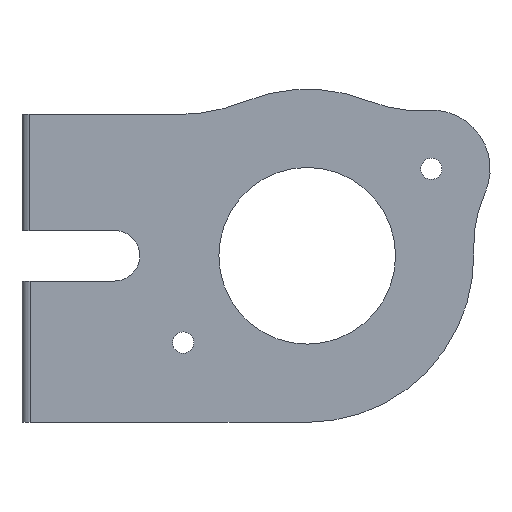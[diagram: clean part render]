
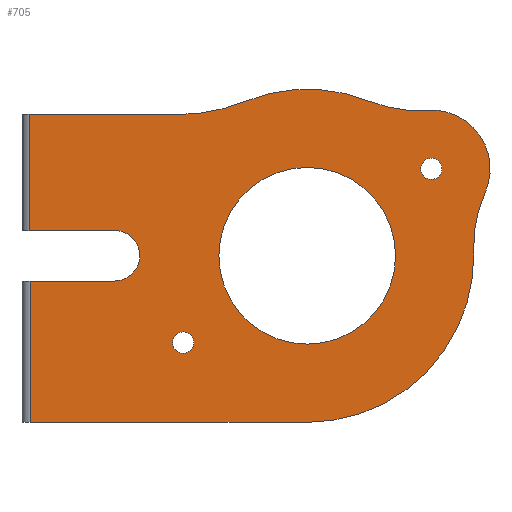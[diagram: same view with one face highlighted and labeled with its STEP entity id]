
A CAD part, front view. The second image highlights one B-rep face of the part: STEP entity #705.
In plain terms, the highlighted planar face has unit normal (0, -1, 0).
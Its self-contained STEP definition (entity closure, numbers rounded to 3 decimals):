
#40=FACE_BOUND('',#115,.T.);
#41=FACE_BOUND('',#116,.T.);
#42=FACE_BOUND('',#117,.T.);
#52=PLANE('',#773);
#71=FACE_OUTER_BOUND('',#114,.T.);
#114=EDGE_LOOP('',(#529,#530,#531,#532,#533,#534,#535,#536,#537,#538,#539,
#540,#541));
#115=EDGE_LOOP('',(#542));
#116=EDGE_LOOP('',(#543));
#117=EDGE_LOOP('',(#544));
#157=LINE('',#1090,#213);
#159=LINE('',#1101,#215);
#163=LINE('',#1115,#219);
#167=LINE('',#1125,#223);
#170=LINE('',#1137,#226);
#171=LINE('',#1139,#227);
#213=VECTOR('',#857,10.);
#215=VECTOR('',#869,10.);
#219=VECTOR('',#883,10.);
#223=VECTOR('',#893,10.);
#226=VECTOR('',#904,10.);
#227=VECTOR('',#905,10.);
#272=CIRCLE('',#760,3.);
#280=CIRCLE('',#774,19.8);
#281=CIRCLE('',#775,15.);
#282=CIRCLE('',#776,7.);
#283=CIRCLE('',#777,15.);
#284=CIRCLE('',#778,19.8);
#285=CIRCLE('',#779,20.);
#286=CIRCLE('',#780,10.5);
#287=CIRCLE('',#781,1.265);
#288=CIRCLE('',#782,1.265);
#317=VERTEX_POINT('',#1080);
#321=VERTEX_POINT('',#1088);
#324=VERTEX_POINT('',#1096);
#325=VERTEX_POINT('',#1100);
#330=VERTEX_POINT('',#1114);
#333=VERTEX_POINT('',#1124);
#338=VERTEX_POINT('',#1136);
#339=VERTEX_POINT('',#1138);
#340=VERTEX_POINT('',#1140);
#341=VERTEX_POINT('',#1142);
#342=VERTEX_POINT('',#1144);
#343=VERTEX_POINT('',#1146);
#344=VERTEX_POINT('',#1148);
#345=VERTEX_POINT('',#1151);
#346=VERTEX_POINT('',#1153);
#347=VERTEX_POINT('',#1155);
#391=EDGE_CURVE('',#317,#321,#157,.T.);
#394=EDGE_CURVE('',#317,#324,#272,.T.);
#396=EDGE_CURVE('',#324,#325,#159,.F.);
#403=EDGE_CURVE('',#325,#330,#163,.T.);
#408=EDGE_CURVE('',#333,#330,#167,.T.);
#414=EDGE_CURVE('',#338,#321,#170,.T.);
#415=EDGE_CURVE('',#338,#339,#171,.T.);
#416=EDGE_CURVE('',#339,#340,#280,.T.);
#417=EDGE_CURVE('',#341,#340,#281,.T.);
#418=EDGE_CURVE('',#342,#341,#282,.T.);
#419=EDGE_CURVE('',#343,#342,#283,.T.);
#420=EDGE_CURVE('',#343,#344,#284,.T.);
#421=EDGE_CURVE('',#333,#344,#285,.T.);
#422=EDGE_CURVE('',#345,#345,#286,.T.);
#423=EDGE_CURVE('',#346,#346,#287,.T.);
#424=EDGE_CURVE('',#347,#347,#288,.T.);
#529=ORIENTED_EDGE('',*,*,#403,.F.);
#530=ORIENTED_EDGE('',*,*,#396,.F.);
#531=ORIENTED_EDGE('',*,*,#394,.F.);
#532=ORIENTED_EDGE('',*,*,#391,.T.);
#533=ORIENTED_EDGE('',*,*,#414,.F.);
#534=ORIENTED_EDGE('',*,*,#415,.T.);
#535=ORIENTED_EDGE('',*,*,#416,.T.);
#536=ORIENTED_EDGE('',*,*,#417,.F.);
#537=ORIENTED_EDGE('',*,*,#418,.F.);
#538=ORIENTED_EDGE('',*,*,#419,.F.);
#539=ORIENTED_EDGE('',*,*,#420,.T.);
#540=ORIENTED_EDGE('',*,*,#421,.F.);
#541=ORIENTED_EDGE('',*,*,#408,.T.);
#542=ORIENTED_EDGE('',*,*,#422,.F.);
#543=ORIENTED_EDGE('',*,*,#423,.T.);
#544=ORIENTED_EDGE('',*,*,#424,.T.);
#705=ADVANCED_FACE('',(#71,#40,#41,#42),#52,.T.);
#760=AXIS2_PLACEMENT_3D('',#1097,#864,#865);
#773=AXIS2_PLACEMENT_3D('',#1135,#902,#903);
#774=AXIS2_PLACEMENT_3D('',#1141,#906,#907);
#775=AXIS2_PLACEMENT_3D('',#1143,#908,#909);
#776=AXIS2_PLACEMENT_3D('',#1145,#910,#911);
#777=AXIS2_PLACEMENT_3D('',#1147,#912,#913);
#778=AXIS2_PLACEMENT_3D('',#1149,#914,#915);
#779=AXIS2_PLACEMENT_3D('',#1150,#916,#917);
#780=AXIS2_PLACEMENT_3D('',#1152,#918,#919);
#781=AXIS2_PLACEMENT_3D('',#1154,#920,#921);
#782=AXIS2_PLACEMENT_3D('',#1156,#922,#923);
#857=DIRECTION('',(-1.,0.,0.));
#864=DIRECTION('center_axis',(0.,-1.,0.));
#865=DIRECTION('ref_axis',(0.707,0.,-0.707));
#869=DIRECTION('',(1.,0.,0.));
#883=DIRECTION('',(0.,0.,1.));
#893=DIRECTION('',(-1.,0.,0.));
#902=DIRECTION('center_axis',(0.,-1.,0.));
#903=DIRECTION('ref_axis',(0.,0.,-1.));
#904=DIRECTION('',(0.,0.,1.));
#905=DIRECTION('',(1.,0.,0.));
#906=DIRECTION('center_axis',(0.,-1.,0.));
#907=DIRECTION('ref_axis',(-0.529,0.,0.848));
#908=DIRECTION('center_axis',(0.,-1.,0.));
#909=DIRECTION('ref_axis',(-0.981,0.,0.194));
#910=DIRECTION('center_axis',(0.,1.,0.));
#911=DIRECTION('ref_axis',(-0.919,0.,0.394));
#912=DIRECTION('center_axis',(0.,-1.,0.));
#913=DIRECTION('ref_axis',(-0.153,0.,-0.988));
#914=DIRECTION('center_axis',(0.,-1.,0.));
#915=DIRECTION('ref_axis',(-0.529,0.,0.848));
#916=DIRECTION('center_axis',(0.,-1.,0.));
#917=DIRECTION('ref_axis',(0.194,0.,-0.981));
#918=DIRECTION('center_axis',(0.,-1.,0.));
#919=DIRECTION('ref_axis',(1.,0.,0.));
#920=DIRECTION('center_axis',(0.,1.,0.));
#921=DIRECTION('ref_axis',(0.,0.,1.));
#922=DIRECTION('center_axis',(0.,1.,0.));
#923=DIRECTION('ref_axis',(0.,0.,1.));
#1080=CARTESIAN_POINT('',(-22.9,0.,-3.));
#1088=CARTESIAN_POINT('',(-32.9,0.,-3.));
#1090=CARTESIAN_POINT('',(-16.95,0.,-3.));
#1096=CARTESIAN_POINT('',(-22.9,0.,3.));
#1097=CARTESIAN_POINT('Origin',(-22.9,0.,0.));
#1100=CARTESIAN_POINT('',(-33.054,0.,3.));
#1101=CARTESIAN_POINT('',(-9.95,0.,3.));
#1114=CARTESIAN_POINT('',(-33.054,0.,16.8));
#1115=CARTESIAN_POINT('',(-33.054,0.,-8.525));
#1124=CARTESIAN_POINT('',(-15.159,0.,16.8));
#1125=CARTESIAN_POINT('',(-16.95,0.,16.8));
#1135=CARTESIAN_POINT('Origin',(0.,0.,-10.5));
#1136=CARTESIAN_POINT('',(-32.9,0.,-19.8));
#1137=CARTESIAN_POINT('',(-32.9,0.,-15.15));
#1138=CARTESIAN_POINT('',(0.,0.,-19.8));
#1139=CARTESIAN_POINT('',(-33.9,0.,-19.8));
#1140=CARTESIAN_POINT('',(19.788,0.,0.701));
#1141=CARTESIAN_POINT('Origin',(0.,0.,0.));
#1142=CARTESIAN_POINT('',(21.119,0.,7.432));
#1143=CARTESIAN_POINT('Origin',(34.778,0.,1.233));
#1144=CARTESIAN_POINT('',(14.206,0.,17.304));
#1145=CARTESIAN_POINT('Origin',(14.745,0.,10.324));
#1146=CARTESIAN_POINT('',(7.427,0.,18.354));
#1147=CARTESIAN_POINT('Origin',(13.053,0.,32.259));
#1148=CARTESIAN_POINT('',(-7.541,0.,18.308));
#1149=CARTESIAN_POINT('Origin',(0.,0.,0.));
#1150=CARTESIAN_POINT('Origin',(-15.159,0.,36.8));
#1151=CARTESIAN_POINT('',(0.,0.,10.5));
#1152=CARTESIAN_POINT('Origin',(0.,0.,0.));
#1153=CARTESIAN_POINT('',(14.745,0.,9.06));
#1154=CARTESIAN_POINT('Origin',(14.745,0.,10.324));
#1155=CARTESIAN_POINT('',(-14.745,0.,-11.589));
#1156=CARTESIAN_POINT('Origin',(-14.745,0.,-10.324));
